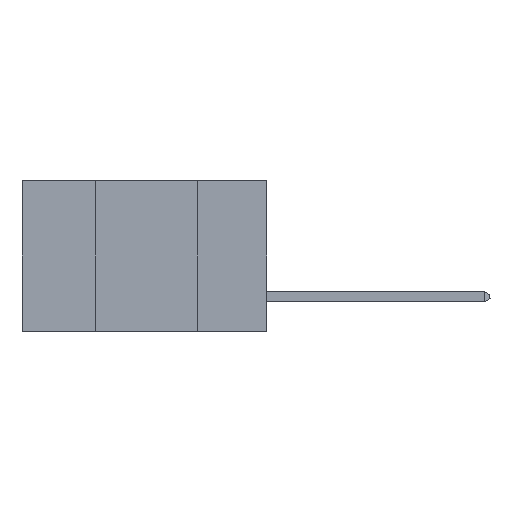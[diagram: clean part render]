
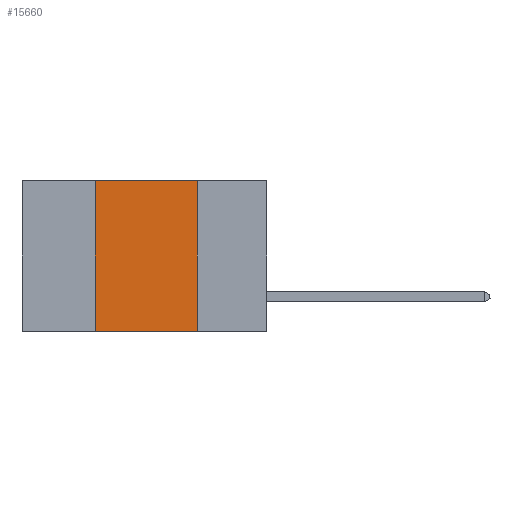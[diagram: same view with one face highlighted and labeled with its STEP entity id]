
A CAD part, left-side view. The second image highlights one B-rep face of the part: STEP entity #15660.
In plain terms, the highlighted planar face has unit normal (-1, 0, 0).
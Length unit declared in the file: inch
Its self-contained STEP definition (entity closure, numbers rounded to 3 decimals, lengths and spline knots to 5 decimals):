
#1556 = DIRECTION ( 'NONE',  ( 0., -1., 0. ) ) ;
#1642 = EDGE_CURVE ( 'NONE', #19972, #8781, #11701, .T. ) ;
#2570 = DIRECTION ( 'NONE',  ( 1., 0., 0. ) ) ;
#2971 = VERTEX_POINT ( 'NONE', #18850 ) ;
#3456 = DIRECTION ( 'NONE',  ( 0., 0., 1. ) ) ;
#3566 = EDGE_LOOP ( 'NONE', ( #20978, #14452, #8151, #19917 ) ) ;
#4237 = CARTESIAN_POINT ( 'NONE',  ( 0., 0.6, 0. ) ) ;
#4343 = VECTOR ( 'NONE', #8656, 39.37008 ) ;
#4876 = DIRECTION ( 'NONE',  ( 0., -1., 0. ) ) ;
#6919 = VECTOR ( 'NONE', #4876, 39.37008 ) ;
#8151 = ORIENTED_EDGE ( 'NONE', *, *, #8945, .F. ) ;
#8656 = DIRECTION ( 'NONE',  ( 0., 0., -1. ) ) ;
#8781 = VERTEX_POINT ( 'NONE', #19397 ) ;
#8945 = EDGE_CURVE ( 'NONE', #13920, #2971, #22183, .T. ) ;
#9335 = LINE ( 'NONE', #13468, #6919 ) ;
#10047 = VECTOR ( 'NONE', #3456, 39.37008 ) ;
#11110 = LINE ( 'NONE', #15073, #16246 ) ;
#11408 = EDGE_CURVE ( 'NONE', #13920, #8781, #9335, .T. ) ;
#11701 = LINE ( 'NONE', #19234, #4343 ) ;
#12054 = EDGE_CURVE ( 'NONE', #2971, #19972, #11110, .T. ) ;
#13368 = AXIS2_PLACEMENT_3D ( 'NONE', #4237, #2570, #16129 ) ;
#13468 = CARTESIAN_POINT ( 'NONE',  ( 0., 0.6, -0.37 ) ) ;
#13920 = VERTEX_POINT ( 'NONE', #17834 ) ;
#14452 = ORIENTED_EDGE ( 'NONE', *, *, #12054, .F. ) ;
#15073 = CARTESIAN_POINT ( 'NONE',  ( 0., 0.6, 0. ) ) ;
#15309 = CARTESIAN_POINT ( 'NONE',  ( 0., 0.17, 0. ) ) ;
#15660 = ADVANCED_FACE ( 'NONE', ( #16067 ), #16205, .F. ) ;
#16067 = FACE_OUTER_BOUND ( 'NONE', #3566, .T. ) ;
#16129 = DIRECTION ( 'NONE',  ( 0., 0., -1. ) ) ;
#16205 = PLANE ( 'NONE',  #13368 ) ;
#16246 = VECTOR ( 'NONE', #1556, 39.37008 ) ;
#17834 = CARTESIAN_POINT ( 'NONE',  ( 0., 0.42, -0.37 ) ) ;
#18850 = CARTESIAN_POINT ( 'NONE',  ( 0., 0.42, 0. ) ) ;
#19234 = CARTESIAN_POINT ( 'NONE',  ( 0., 0.17, 0. ) ) ;
#19397 = CARTESIAN_POINT ( 'NONE',  ( 0., 0.17, -0.37 ) ) ;
#19917 = ORIENTED_EDGE ( 'NONE', *, *, #11408, .T. ) ;
#19972 = VERTEX_POINT ( 'NONE', #15309 ) ;
#20729 = CARTESIAN_POINT ( 'NONE',  ( 0., 0.42, 0. ) ) ;
#20978 = ORIENTED_EDGE ( 'NONE', *, *, #1642, .F. ) ;
#22183 = LINE ( 'NONE', #20729, #10047 ) ;
